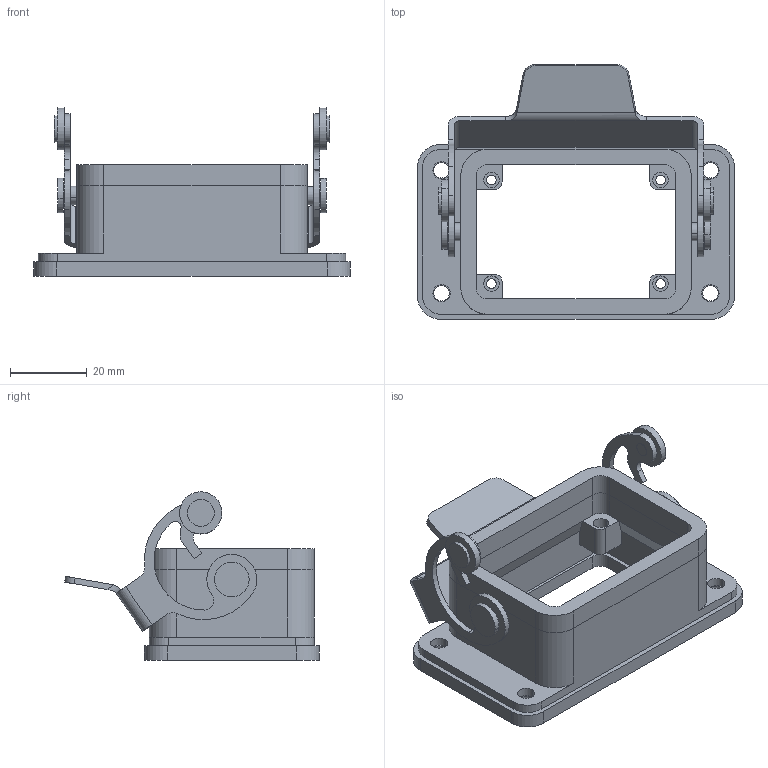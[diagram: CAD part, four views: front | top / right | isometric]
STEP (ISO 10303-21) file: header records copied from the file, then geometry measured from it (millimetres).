
FILE_DESCRIPTION(('Creo Elements/Direct Modeling STEP Export'),'2;1');
FILE_NAME('0lndrr043i87a115076','2016-07-04T16:29:17',(''),(''),'PTC Creo Elements/Direct Modeling STEP processor for AP214 (Solid Model)','PTC Creo Elements/Direct Modeling 19.0B 21-Mar-2015 (C) Parametric Technology GmbH','');
FILE_SCHEMA(('AUTOMOTIVE_DESIGN { 1 0 10303 214 1 1 1 1 }'));
Length unit declared in the file: millimetre
Products named in the file (2): CZIR_06_L
Assembly tree (1 placements, depth 2):
  CZIR_06_L
    CZIR_06_L
Bounding box: 82.5 x 66.23 x 43.79 mm (x, y, z)
Volume: 30126.8 mm3; surface area: 21158.7 mm2
Topology: 1 solids, 1 shells, 227 faces, 580 edges, 376 vertices
Faces by surface type: cylinder 128, plane 99
Entity records: 6805 total; most frequent: CARTESIAN_POINT 1443, ORIENTED_EDGE 1160, DIRECTION 1062, EDGE_CURVE 580, AXIS2_PLACEMENT_3D 377, VERTEX_POINT 376, VECTOR 308, LINE 308
